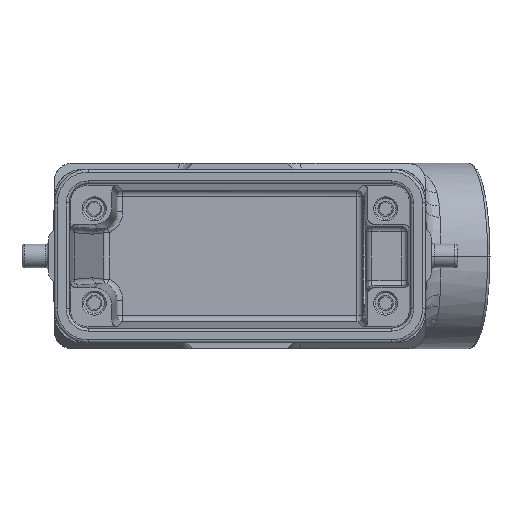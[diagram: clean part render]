
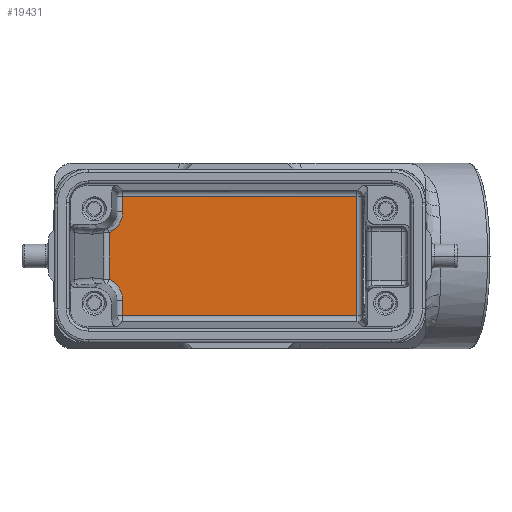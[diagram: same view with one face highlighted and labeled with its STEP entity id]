
A CAD part, front view. The second image highlights one B-rep face of the part: STEP entity #19431.
In plain terms, the highlighted planar face has unit normal (0, -1, 0).
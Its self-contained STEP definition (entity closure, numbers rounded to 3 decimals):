
#6214=DIRECTION('',(-1.,0.,0.));
#6215=VECTOR('',#6214,39.779);
#6216=CARTESIAN_POINT('',(19.889,68.261,10.185));
#6217=LINE('',#6216,#6215);
#6237=DIRECTION('',(0.,0.,-1.));
#6238=VECTOR('',#6237,2.646);
#6239=CARTESIAN_POINT('',(-19.889,68.261,10.185));
#6240=LINE('',#6239,#6238);
#6276=DIRECTION('',(0.,0.,-1.));
#6277=VECTOR('',#6276,7.859);
#6278=CARTESIAN_POINT('',(-22.166,68.261,3.93));
#6279=LINE('',#6278,#6277);
#6284=CARTESIAN_POINT('',(-22.166,68.261,3.93));
#6285=CARTESIAN_POINT('',(-21.89,68.261,4.061));
#6286=CARTESIAN_POINT('',(-21.383,68.261,4.379));
#6287=CARTESIAN_POINT('',(-20.74,68.261,5.019));
#6288=CARTESIAN_POINT('',(-20.258,68.261,5.783));
#6289=CARTESIAN_POINT('',(-19.958,68.261,6.639));
#6290=CARTESIAN_POINT('',(-19.889,68.261,7.233));
#6291=CARTESIAN_POINT('',(-19.889,68.261,7.539));
#6293=DIRECTION('',(0.,0.,-1.));
#6294=VECTOR('',#6293,2.646);
#6295=CARTESIAN_POINT('',(-19.889,68.261,
-7.539));
#6296=LINE('',#6295,#6294);
#6316=DIRECTION('',(1.,0.,0.));
#6317=VECTOR('',#6316,39.779);
#6318=CARTESIAN_POINT('',(-19.889,68.261,
-10.185));
#6319=LINE('',#6318,#6317);
#6339=DIRECTION('',(0.,0.,1.));
#6340=VECTOR('',#6339,20.37);
#6341=CARTESIAN_POINT('',(19.889,68.261,-10.185));
#6342=LINE('',#6341,#6340);
#6695=CARTESIAN_POINT('',(-22.166,68.261,
-3.93));
#6696=CARTESIAN_POINT('',(-21.891,68.261,
-4.061));
#6697=CARTESIAN_POINT('',(-21.386,68.261,
-4.376));
#6698=CARTESIAN_POINT('',(-20.741,68.261,
-5.017));
#6699=CARTESIAN_POINT('',(-20.257,68.261,
-5.783));
#6700=CARTESIAN_POINT('',(-19.957,68.261,
-6.642));
#6701=CARTESIAN_POINT('',(-19.889,68.261,
-7.234));
#6702=CARTESIAN_POINT('',(-19.889,68.261,
-7.539));
#8486=CARTESIAN_POINT('',(-19.889,68.261,10.185));
#8487=VERTEX_POINT('',#8486);
#8490=CARTESIAN_POINT('',(19.889,68.261,10.185));
#8491=VERTEX_POINT('',#8490);
#8496=CARTESIAN_POINT('',(-19.889,68.261,7.539));
#8497=VERTEX_POINT('',#8496);
#8501=CARTESIAN_POINT('',(-22.166,68.261,3.93));
#8502=VERTEX_POINT('',#8501);
#8503=CARTESIAN_POINT('',(-22.166,68.261,
-3.93));
#8504=VERTEX_POINT('',#8503);
#8507=CARTESIAN_POINT('',(-19.889,68.261,
-7.539));
#8508=CARTESIAN_POINT('',(-19.889,68.261,
-10.185));
#8509=VERTEX_POINT('',#8507);
#8510=VERTEX_POINT('',#8508);
#8511=CARTESIAN_POINT('',(19.889,68.261,-10.185));
#8512=VERTEX_POINT('',#8511);
#19411=CARTESIAN_POINT('',(22.976,68.261,12.25));
#19412=DIRECTION('',(0.,1.,0.));
#19413=DIRECTION('',(0.,0.,1.));
#19414=AXIS2_PLACEMENT_3D('',#19411,#19412,#19413);
#19415=PLANE('',#19414);
#19417=ORIENTED_EDGE('',*,*,#19416,.F.);
#19419=ORIENTED_EDGE('',*,*,#19418,.F.);
#19420=ORIENTED_EDGE('',*,*,#19402,.F.);
#19422=ORIENTED_EDGE('',*,*,#19421,.T.);
#19423=ORIENTED_EDGE('',*,*,#19304,.F.);
#19424=ORIENTED_EDGE('',*,*,#19278,.F.);
#19426=ORIENTED_EDGE('',*,*,#19425,.F.);
#19428=ORIENTED_EDGE('',*,*,#19427,.F.);
#19429=EDGE_LOOP('',(#19417,#19419,#19420,#19422,#19423,#19424,#19426,#19428));
#19430=FACE_OUTER_BOUND('',#19429,.F.);
#19431=ADVANCED_FACE('',(#19430),#19415,.F.);
#6292=B_SPLINE_CURVE_WITH_KNOTS('',3,(#6284,#6285,#6286,#6287,#6288,#6289,#6290,
#6291),.UNSPECIFIED.,.F.,.F.,(4,1,1,1,1,4),(0.,0.2,0.4,0.6,0.8,1.),
.UNSPECIFIED.);
#6703=B_SPLINE_CURVE_WITH_KNOTS('',3,(#6695,#6696,#6697,#6698,#6699,#6700,#6701,
#6702),.UNSPECIFIED.,.F.,.F.,(4,1,1,1,1,4),(0.,0.2,0.4,0.6,0.8,1.),
.UNSPECIFIED.);
#19278=EDGE_CURVE('',#8491,#8487,#6217,.T.);
#19304=EDGE_CURVE('',#8487,#8497,#6240,.T.);
#19402=EDGE_CURVE('',#8502,#8504,#6279,.T.);
#19416=EDGE_CURVE('',#8509,#8510,#6296,.T.);
#19418=EDGE_CURVE('',#8504,#8509,#6703,.T.);
#19421=EDGE_CURVE('',#8502,#8497,#6292,.T.);
#19425=EDGE_CURVE('',#8512,#8491,#6342,.T.);
#19427=EDGE_CURVE('',#8510,#8512,#6319,.T.);
